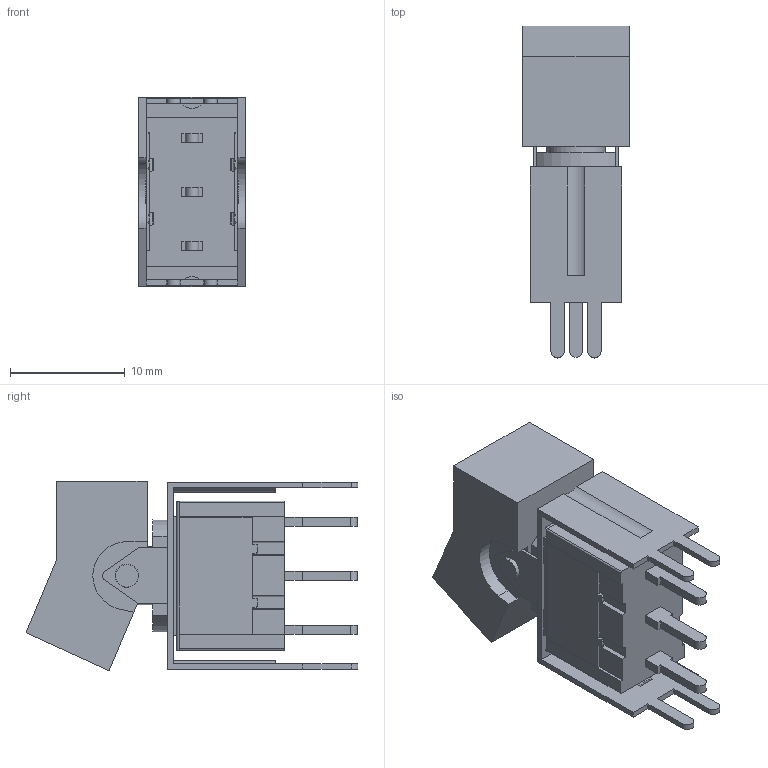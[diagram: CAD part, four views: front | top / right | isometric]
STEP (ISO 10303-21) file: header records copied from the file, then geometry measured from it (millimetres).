
FILE_DESCRIPTION( ( '' ), '1' );
FILE_NAME( 'm2012txw13_da_2_14b.stp', '2010-10-06T01:36:21', ( '' ), ( '' ), ' ', ' ', ' ' );
FILE_SCHEMA( ( 'automotive_design' ) );
Length unit declared in the file: inch
Products named in the file (6): 1; 2; 3; 4; 5; 6
Bounding box: 9.27 x 28.91 x 16.54 mm (x, y, z)
Volume: 2317.5 mm3; surface area: 3427.8 mm2
Topology: 6 solids, 6 shells, 229 faces, 621 edges, 410 vertices
Faces by surface type: plane 176, cylinder 53
Entity records: 14293 total; most frequent: STYLED_ITEM 1266, PRESENTATION_STYLE_ASSIGNMENT 1266, CARTESIAN_POINT 1266, COLOUR_RGB 1266, ORIENTED_EDGE 1242, DIRECTION 1199, EDGE_CURVE 621, CURVE_STYLE 621
